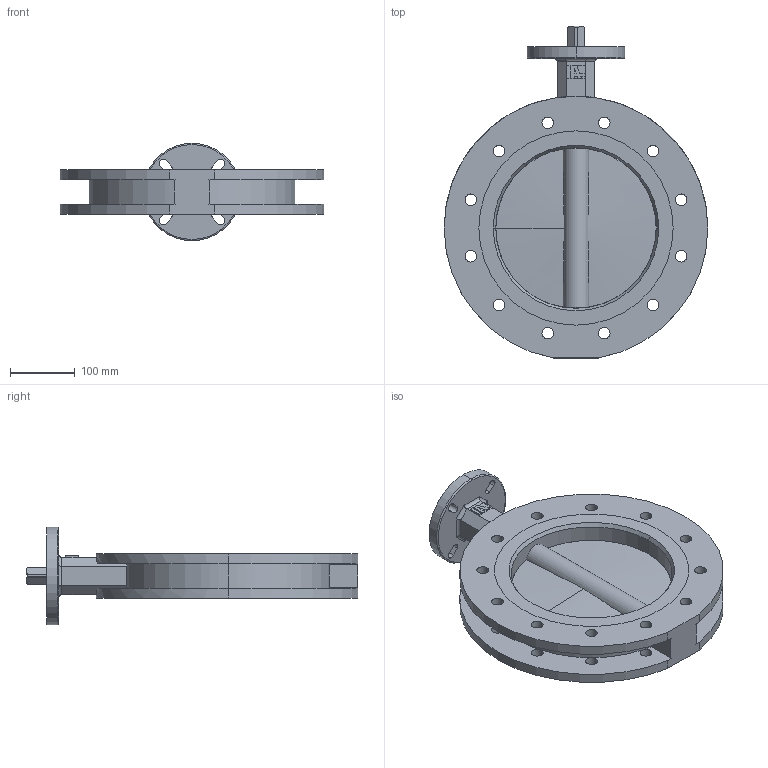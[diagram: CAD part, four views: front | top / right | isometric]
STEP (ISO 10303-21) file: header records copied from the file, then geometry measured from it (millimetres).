
FILE_DESCRIPTION (( 'STEP AP214' ), '1' );
FILE_NAME ('D40250._1.step', '2013-07-30T15:14:23', ( 'mbuehlmann' ), ( '' ), 'SwSTEP 2.0', 'SolidWorks 2012', '' );
FILE_SCHEMA (( 'AUTOMOTIVE_DESIGN' ));
Length unit declared in the file: millimetre
Products named in the file (6): ia-Logo20; ia-4kt_ia-4kt250; ia-Dichtungbasic_Dichtung250; ia-scheibe250_ia-scheibe250; BO.D40250._1; D40250._1
Assembly tree (5 placements, depth 2):
  D40250._1
    BO.D40250._1
    ia-scheibe250_ia-scheibe250
    ia-Dichtungbasic_Dichtung250
    ia-4kt_ia-4kt250
    ia-Logo20
Bounding box: 406 x 511 x 150 mm (x, y, z)
Volume: 4734901.2 mm3; surface area: 706340.1 mm2
Topology: 5 solids, 5 shells, 190 faces, 562 edges, 358 vertices
Faces by surface type: cylinder 94, plane 66, cone 16, torus 12, sphere 2
Entity records: 6972 total; most frequent: CARTESIAN_POINT 1450, DIRECTION 1168, ORIENTED_EDGE 1118, EDGE_CURVE 559, AXIS2_PLACEMENT_3D 461, VERTEX_POINT 357, CIRCLE 263, LINE 246
